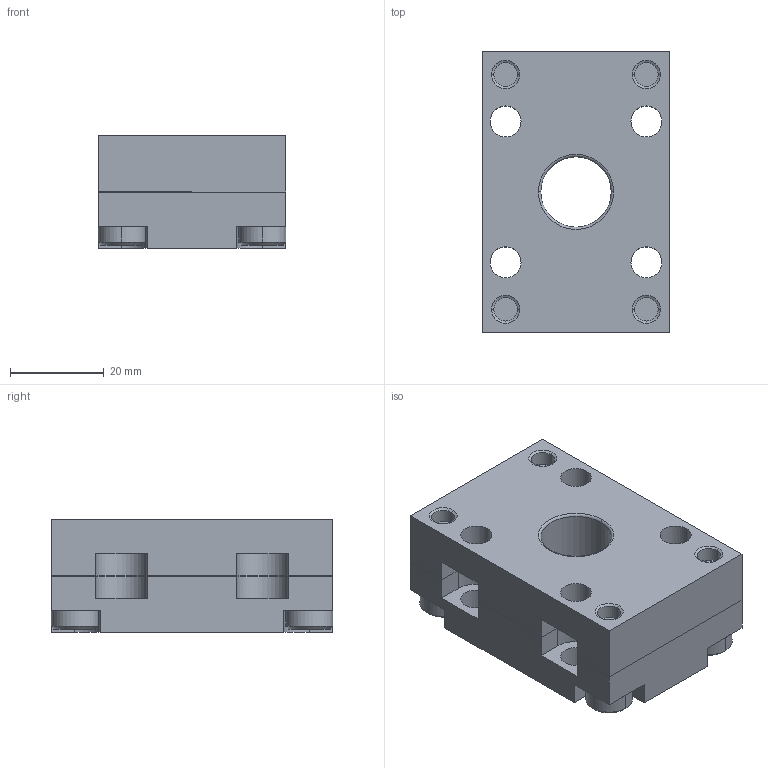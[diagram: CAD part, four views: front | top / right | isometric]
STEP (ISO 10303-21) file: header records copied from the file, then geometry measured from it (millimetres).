
FILE_DESCRIPTION(('Creo Elements/Direct Modeling STEP Export'),'2;1');
FILE_NAME('44.0370.9_Anschlussplatte-MMS-44_für-Luftspeicherverlängerung.stp','2022-03-21T 9:03:03',(''),(''),'PTC Creo Elements/Direct Modeling STEP processor for AP214 (Solid Model)','PTC Creo Elements/Direct Modeling 19.0C 15-Aug-2015 (C) Parametric Technology GmbH','');
FILE_SCHEMA(('AUTOMOTIVE_DESIGN { 1 0 10303 214 1 1 1 1 }'));
Length unit declared in the file: millimetre
Products named in the file (5): Anschlussplatte-MMS-44_60x40x10-Flanschausführung_96.4066_PX175601; Anschlussplatte-MMS-44_60x40x10-mit-O-Ring_96.4065_PX175600; O-Ring_OR-2000-300-70-NBR_96.4067_PX175599; Zylinderschraube-DIN6912_M6x16-8.8-verz_17335_PX175598.1; Anschlussplatte-MMS-44_für-Luftspeicherverlängerung_44.0370.9_PX1
75603
Assembly tree (7 placements, depth 2):
  Anschlussplatte-MMS-44_für-Luftspeicherverlängerung_44.0370.9_PX1
75603
    Zylinderschraube-DIN6912_M6x16-8.8-verz_17335_PX175598.1  x4
    O-Ring_OR-2000-300-70-NBR_96.4067_PX175599
    Anschlussplatte-MMS-44_60x40x10-mit-O-Ring_96.4065_PX175600
    Anschlussplatte-MMS-44_60x40x10-Flanschausführung_96.4066_PX175601
Bounding box: 40 x 60 x 24 mm (x, y, z)
Volume: 46279.8 mm3; surface area: 20370.9 mm2
Topology: 7 solids, 7 shells, 202 faces, 504 edges, 324 vertices
Faces by surface type: plane 90, cylinder 68, cone 32, torus 12
Entity records: 4544 total; most frequent: ORIENTED_EDGE 780, CARTESIAN_POINT 721, DIRECTION 720, EDGE_CURVE 390, VERTEX_POINT 252, AXIS2_PLACEMENT_3D 251, VECTOR 218, LINE 218
